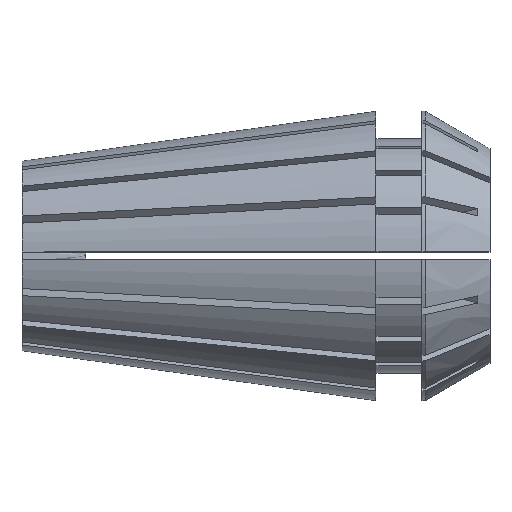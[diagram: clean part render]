
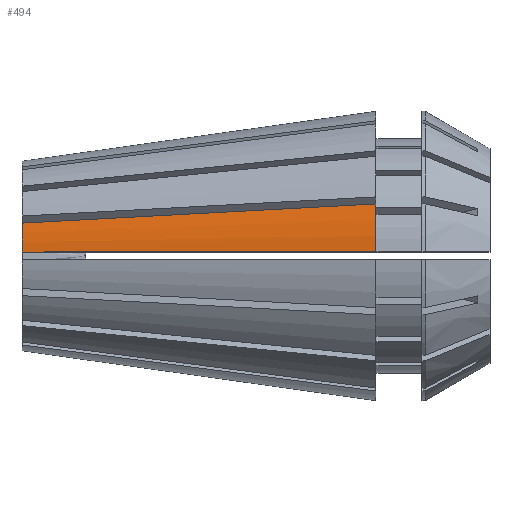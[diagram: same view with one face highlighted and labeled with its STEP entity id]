
A CAD part, top view. The second image highlights one B-rep face of the part: STEP entity #494.
In plain terms, the highlighted conical face has half-angle 8 degrees and reference radius 8.5 mm.
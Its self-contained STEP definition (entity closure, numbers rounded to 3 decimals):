
#63 = VERTEX_POINT ( 'NONE', #5275 ) ;
#165 = B_SPLINE_CURVE_WITH_KNOTS ( 'NONE', 3,
 ( #2266, #4317, #1762, #5369, #2287, #5894, #2776 ),
 .UNSPECIFIED., .F., .F.,
 ( 4, 3, 4 ),
 ( 0., 0.01, 0.021 ),
 .UNSPECIFIED. ) ;
#452 = ORIENTED_EDGE ( 'NONE', *, *, #4700, .F. ) ;
#461 = EDGE_CURVE ( 'NONE', #3862, #5735, #1780, .T. ) ;
#494 = ADVANCED_FACE ( 'NONE', ( #3106 ), #4184, .T. ) ;
#696 = DIRECTION ( 'NONE',  ( -1., 0., 0. ) ) ;
#1361 = DIRECTION ( 'NONE',  ( 0., 0., -1. ) ) ;
#1425 = CARTESIAN_POINT ( 'NONE',  ( 0., 0.225, 5.573 ) ) ;
#1426 = CARTESIAN_POINT ( 'NONE',  ( 20.8, 0.225, 8.497 ) ) ;
#1515 = CARTESIAN_POINT ( 'NONE',  ( 20.8, 0.225, 8.497 ) ) ;
#1530 = CARTESIAN_POINT ( 'NONE',  ( 0., 1.925, 5.234 ) ) ;
#1738 = CARTESIAN_POINT ( 'NONE',  ( 1.404, 0.225, 5.77 ) ) ;
#1747 = CARTESIAN_POINT ( 'NONE',  ( 0.936, 0.225, 5.704 ) ) ;
#1762 = CARTESIAN_POINT ( 'NONE',  ( 6.464, 2.273, 6.074 ) ) ;
#1767 = CARTESIAN_POINT ( 'NONE',  ( 8.097, 0.225, 6.711 ) ) ;
#1780 = CIRCLE ( 'NONE', #6421, 8.5 ) ;
#1793 = CARTESIAN_POINT ( 'NONE',  ( 11.443, 0.225, 7.182 ) ) ;
#1803 = EDGE_CURVE ( 'NONE', #3862, #63, #3823, .T. ) ;
#1918 = CARTESIAN_POINT ( 'NONE',  ( 14.562, 0.225, 7.62 ) ) ;
#1964 = CARTESIAN_POINT ( 'NONE',  ( 0.468, 0.225, 5.638 ) ) ;
#2071 = EDGE_LOOP ( 'NONE', ( #4791, #452, #4770, #5643 ) ) ;
#2263 = CARTESIAN_POINT ( 'NONE',  ( 4.751, 0.225, 6.241 ) ) ;
#2266 = CARTESIAN_POINT ( 'NONE',  ( 0., 1.925, 5.234 ) ) ;
#2268 = DIRECTION ( 'NONE',  ( -1., 0., 0. ) ) ;
#2287 = CARTESIAN_POINT ( 'NONE',  ( 13.397, 2.646, 6.975 ) ) ;
#2607 = CARTESIAN_POINT ( 'NONE',  ( 20.8, 3.044, 7.937 ) ) ;
#2730 = CARTESIAN_POINT ( 'NONE',  ( 17.681, 0.225, 8.059 ) ) ;
#2753 = AXIS2_PLACEMENT_3D ( 'NONE', #5287, #4835, #1361 ) ;
#2776 = CARTESIAN_POINT ( 'NONE',  ( 20.8, 3.044, 7.937 ) ) ;
#2871 = VERTEX_POINT ( 'NONE', #1530 ) ;
#3106 = FACE_OUTER_BOUND ( 'NONE', #2071, .T. ) ;
#3289 = CIRCLE ( 'NONE', #5618, 5.577 ) ;
#3823 = B_SPLINE_CURVE_WITH_KNOTS ( 'NONE', 3,
 ( #1515, #2730, #1918, #1793, #1767, #2263, #1738, #1747, #1964, #1425 ),
 .UNSPECIFIED., .F., .F.,
 ( 4, 3, 3, 4 ),
 ( 0.035, 0.044, 0.055, 0.056 ),
 .UNSPECIFIED. ) ;
#3862 = VERTEX_POINT ( 'NONE', #1426 ) ;
#4184 = CONICAL_SURFACE ( 'NONE', #2753, 8.5, 0.14 ) ;
#4309 = CARTESIAN_POINT ( 'NONE',  ( 20.8, 0., 0. ) ) ;
#4317 = CARTESIAN_POINT ( 'NONE',  ( 3.232, 2.099, 5.654 ) ) ;
#4672 = DIRECTION ( 'NONE',  ( 0., 0., 1. ) ) ;
#4700 = EDGE_CURVE ( 'NONE', #63, #2871, #3289, .T. ) ;
#4770 = ORIENTED_EDGE ( 'NONE', *, *, #1803, .F. ) ;
#4791 = ORIENTED_EDGE ( 'NONE', *, *, #6284, .F. ) ;
#4835 = DIRECTION ( 'NONE',  ( 1., 0., 0. ) ) ;
#5275 = CARTESIAN_POINT ( 'NONE',  ( 0., 0.225, 5.573 ) ) ;
#5287 = CARTESIAN_POINT ( 'NONE',  ( 20.8, 0., 0. ) ) ;
#5352 = CARTESIAN_POINT ( 'NONE',  ( 0., 0., 0. ) ) ;
#5369 = CARTESIAN_POINT ( 'NONE',  ( 9.696, 2.446, 6.494 ) ) ;
#5618 = AXIS2_PLACEMENT_3D ( 'NONE', #5352, #2268, #5870 ) ;
#5643 = ORIENTED_EDGE ( 'NONE', *, *, #461, .T. ) ;
#5735 = VERTEX_POINT ( 'NONE', #2607 ) ;
#5870 = DIRECTION ( 'NONE',  ( 0., 0., 1. ) ) ;
#5894 = CARTESIAN_POINT ( 'NONE',  ( 17.099, 2.845, 7.456 ) ) ;
#6284 = EDGE_CURVE ( 'NONE', #2871, #5735, #165, .T. ) ;
#6421 = AXIS2_PLACEMENT_3D ( 'NONE', #4309, #696, #4672 ) ;
